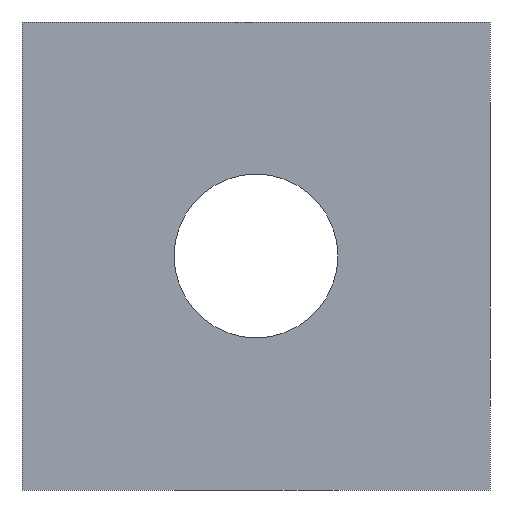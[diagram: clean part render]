
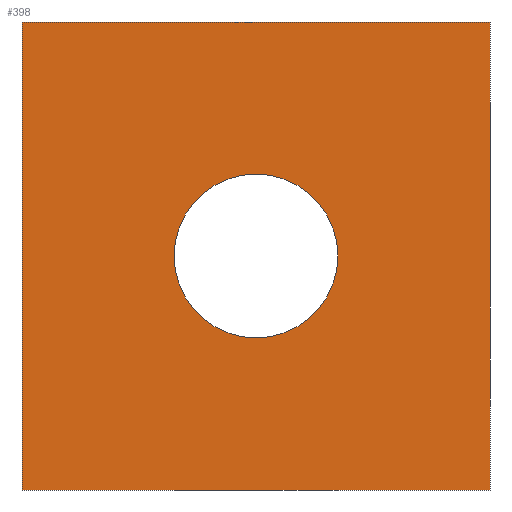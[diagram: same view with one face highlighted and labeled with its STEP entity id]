
A CAD part, front view. The second image highlights one B-rep face of the part: STEP entity #398.
In plain terms, the highlighted planar face has unit normal (0, -1, 0).
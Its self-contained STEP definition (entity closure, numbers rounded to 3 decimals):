
#21=FACE_BOUND('',#105,.T.);
#30=PLANE('',#465);
#77=FACE_OUTER_BOUND('',#104,.T.);
#104=EDGE_LOOP('',(#362,#363,#364,#365));
#105=EDGE_LOOP('',(#366));
#115=LINE('',#633,#139);
#119=LINE('',#651,#143);
#131=LINE('',#709,#155);
#132=LINE('',#710,#156);
#139=VECTOR('',#501,10.);
#143=VECTOR('',#521,10.);
#155=VECTOR('',#593,10.);
#156=VECTOR('',#594,10.);
#172=CIRCLE('',#463,3.5);
#183=VERTEX_POINT('',#626);
#186=VERTEX_POINT('',#631);
#192=VERTEX_POINT('',#649);
#207=VERTEX_POINT('',#703);
#208=VERTEX_POINT('',#708);
#224=EDGE_CURVE('',#186,#183,#115,.T.);
#233=EDGE_CURVE('',#192,#186,#119,.T.);
#261=EDGE_CURVE('',#207,#207,#172,.T.);
#262=EDGE_CURVE('',#192,#208,#131,.T.);
#263=EDGE_CURVE('',#208,#183,#132,.T.);
#362=ORIENTED_EDGE('',*,*,#262,.T.);
#363=ORIENTED_EDGE('',*,*,#263,.T.);
#364=ORIENTED_EDGE('',*,*,#224,.F.);
#365=ORIENTED_EDGE('',*,*,#233,.F.);
#366=ORIENTED_EDGE('',*,*,#261,.T.);
#398=ADVANCED_FACE('',(#77,#21),#30,.T.);
#463=AXIS2_PLACEMENT_3D('',#705,#587,#588);
#465=AXIS2_PLACEMENT_3D('',#707,#591,#592);
#501=DIRECTION('',(0.,0.,-1.));
#521=DIRECTION('',(1.,0.,0.));
#587=DIRECTION('center_axis',(0.,1.,0.));
#588=DIRECTION('ref_axis',(-1.,0.,0.));
#591=DIRECTION('center_axis',(0.,-1.,0.));
#592=DIRECTION('ref_axis',(0.,0.,-1.));
#593=DIRECTION('',(0.,0.,-1.));
#594=DIRECTION('',(1.,0.,0.));
#626=CARTESIAN_POINT('',(20.,-10.,-10.));
#631=CARTESIAN_POINT('',(20.,-10.,10.));
#633=CARTESIAN_POINT('',(20.,-10.,10.));
#649=CARTESIAN_POINT('',(0.,-10.,10.));
#651=CARTESIAN_POINT('',(0.,-10.,10.));
#703=CARTESIAN_POINT('',(13.5,-10.,0.));
#705=CARTESIAN_POINT('Origin',(10.,-10.,0.));
#707=CARTESIAN_POINT('Origin',(0.,-10.,10.));
#708=CARTESIAN_POINT('',(0.,-10.,-10.));
#709=CARTESIAN_POINT('',(0.,-10.,10.));
#710=CARTESIAN_POINT('',(0.,-10.,-10.));
